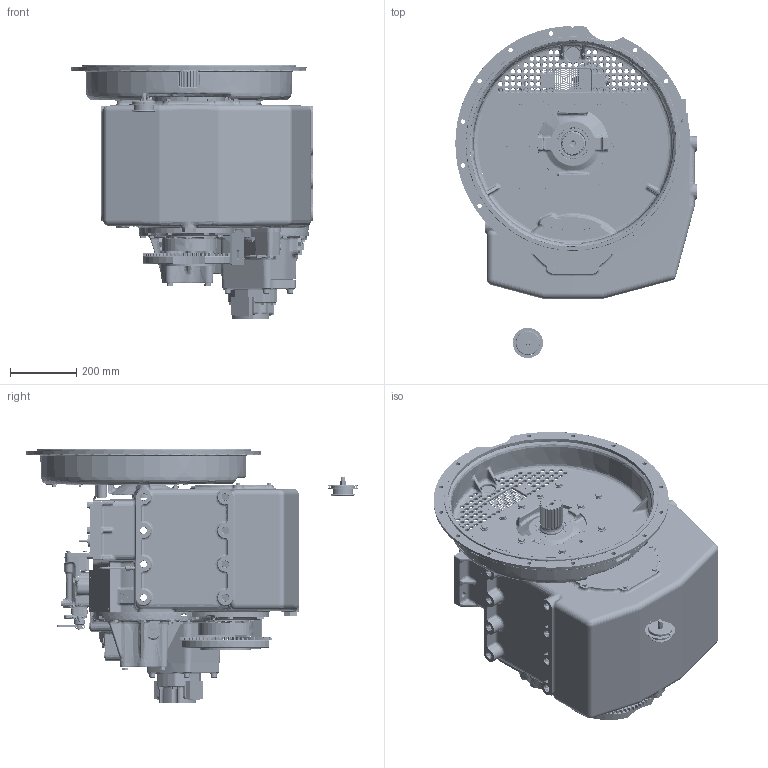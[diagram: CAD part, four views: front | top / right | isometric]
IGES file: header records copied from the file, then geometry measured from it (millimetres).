
Start section: SolidWorks IGES file using analytic representation for surfaces
Global section: file name: 1027458A.igs; native system: SolidWorks 2019; preprocessor: SolidWorks 2019; author: PDMBatchService; date: 231102.073806; units: millimetre
Bounding box: 730.69 x 1005.08 x 768.93 mm (x, y, z)
Surface area: 4261363.8 mm2 (no closed solid volume)
Topology: 0 solids, 0 shells, 5320 faces, 113656 edges, 113566 vertices
Faces by surface type: bspline 2761, revolution 2559
